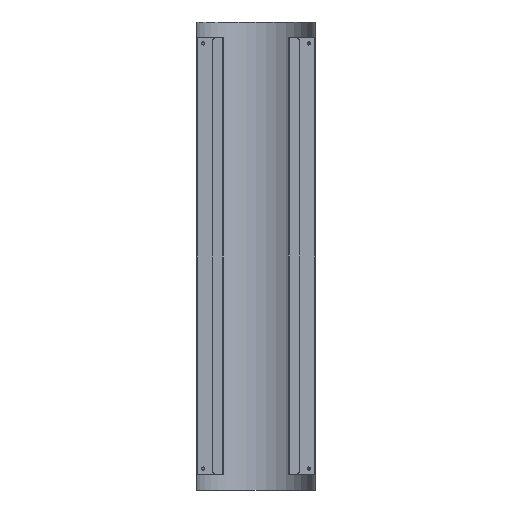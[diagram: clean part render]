
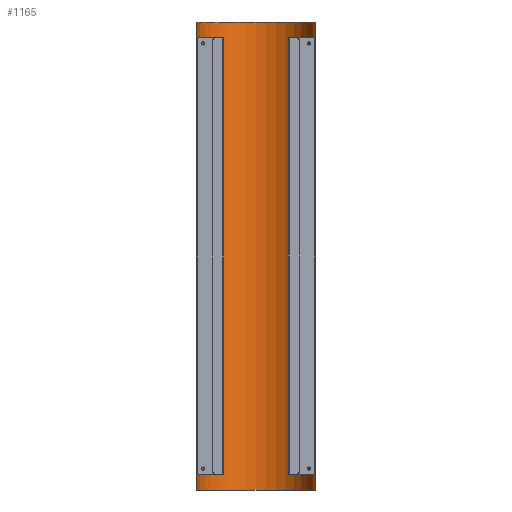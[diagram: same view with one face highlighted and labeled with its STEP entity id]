
A CAD part, front view. The second image highlights one B-rep face of the part: STEP entity #1165.
In plain terms, the highlighted cylindrical face has radius 74.5 mm (diameter 149 mm), a partial arc.
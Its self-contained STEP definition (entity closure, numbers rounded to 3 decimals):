
#151=FACE_OUTER_BOUND('',#245,.T.);
#245=EDGE_LOOP('',(#1063,#1064,#1065,#1066));
#289=LINE('',#1798,#393);
#348=LINE('',#1956,#452);
#393=VECTOR('',#1441,590.);
#452=VECTOR('',#1628,590.);
#505=CIRCLE('',#1283,74.5);
#506=CIRCLE('',#1288,74.5);
#566=VERTEX_POINT('',#1795);
#567=VERTEX_POINT('',#1797);
#601=VERTEX_POINT('',#1934);
#602=VERTEX_POINT('',#1955);
#674=EDGE_CURVE('',#566,#567,#289,.T.);
#753=EDGE_CURVE('',#567,#601,#505,.T.);
#755=EDGE_CURVE('',#602,#601,#348,.T.);
#758=EDGE_CURVE('',#602,#566,#506,.T.);
#1063=ORIENTED_EDGE('',*,*,#674,.F.);
#1064=ORIENTED_EDGE('',*,*,#758,.F.);
#1065=ORIENTED_EDGE('',*,*,#755,.T.);
#1066=ORIENTED_EDGE('',*,*,#753,.F.);
#1095=CYLINDRICAL_SURFACE('',#1289,74.5);
#1165=ADVANCED_FACE('',(#151),#1095,.F.);
#1283=AXIS2_PLACEMENT_3D('',#1951,#1621,#1622);
#1288=AXIS2_PLACEMENT_3D('',#1961,#1635,#1636);
#1289=AXIS2_PLACEMENT_3D('',#1962,#1637,#1638);
#1441=DIRECTION('',(0.,0.,1.));
#1621=DIRECTION('center_axis',(0.,0.,
-1.));
#1622=DIRECTION('ref_axis',(-1.,0.,0.));
#1628=DIRECTION('',(0.,0.,1.));
#1635=DIRECTION('center_axis',(0.,0.,
1.));
#1636=DIRECTION('ref_axis',(1.,0.,0.));
#1637=DIRECTION('center_axis',(0.,0.,
1.));
#1638=DIRECTION('ref_axis',(1.,0.,0.));
#1795=CARTESIAN_POINT('',(-74.5,50.,0.));
#1797=CARTESIAN_POINT('',(-74.5,50.,590.));
#1798=CARTESIAN_POINT('',(-74.5,50.,295.));
#1934=CARTESIAN_POINT('',(74.5,50.,590.));
#1951=CARTESIAN_POINT('Origin',(0.,50.,590.));
#1955=CARTESIAN_POINT('',(74.5,50.,0.));
#1956=CARTESIAN_POINT('',(74.5,50.,295.));
#1961=CARTESIAN_POINT('Origin',(0.,50.,0.));
#1962=CARTESIAN_POINT('Origin',(0.,50.,295.));
